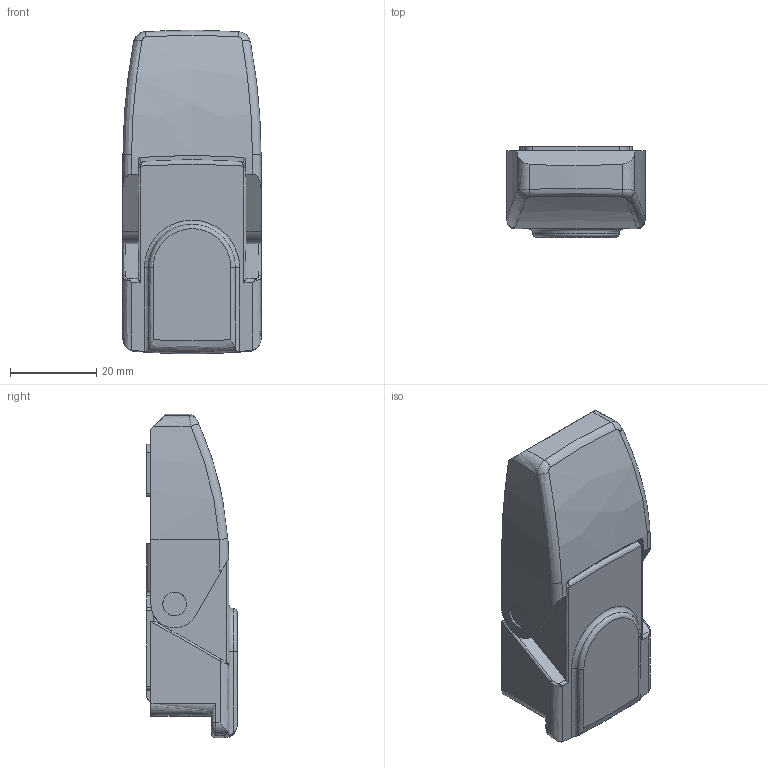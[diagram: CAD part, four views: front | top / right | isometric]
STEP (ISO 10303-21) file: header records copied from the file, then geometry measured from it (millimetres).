
FILE_DESCRIPTION((''),'2;1');
FILE_NAME('','2006-11-07T13:27:31',(''),(''),'','CADfix','');
FILE_SCHEMA(('AUTOMOTIVE_DESIGN'));
Length unit declared in the file: millimetre
Products named in the file (7): shaft_B; shaft_A; lever; keeper; base; arm; TL_354_1_5216_36
Assembly tree (6 placements, depth 2):
  TL_354_1_5216_36
    shaft_B
    shaft_A
    lever
    keeper
    base
    arm
Bounding box: 32 x 21 x 74.99 mm (x, y, z)
Volume: 21763.7 mm3; surface area: 17057.8 mm2
Topology: 6 solids, 6 shells, 322 faces, 1059 edges, 746 vertices
Faces by surface type: bspline 322
Entity records: 15879 total; most frequent: CARTESIAN_POINT 9618, ORIENTED_EDGE 2094, EDGE_CURVE 1047, VERTEX_POINT 746, B_SPLINE_CURVE_WITH_KNOTS 590, QUASI_UNIFORM_CURVE 426, EDGE_LOOP 361, FACE_OUTER_BOUND 322
